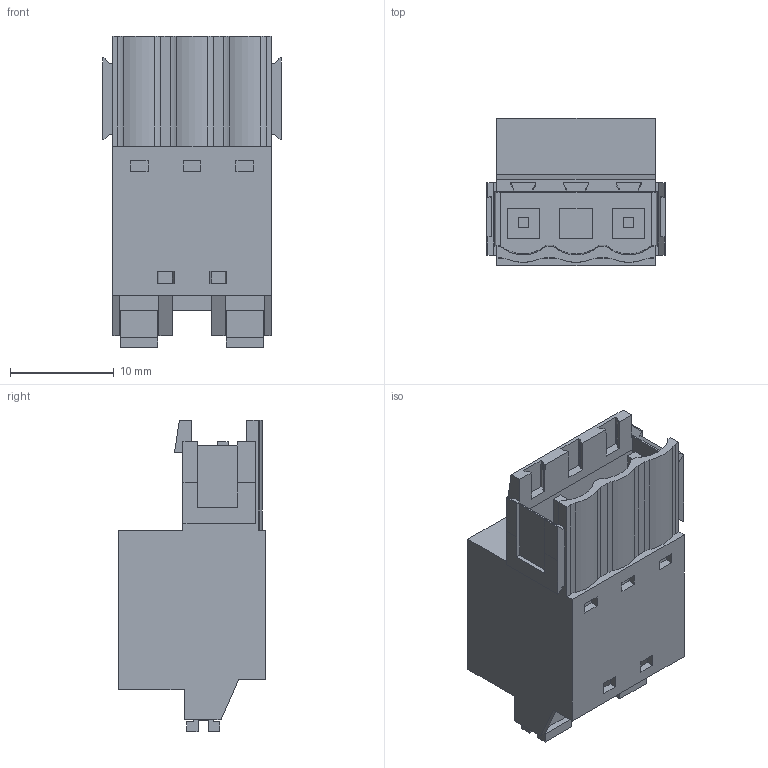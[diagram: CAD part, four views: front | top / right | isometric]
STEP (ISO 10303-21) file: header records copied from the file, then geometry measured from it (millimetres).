
FILE_DESCRIPTION(('CATIA V5 STEP Exchange','CAx-IF Rec.Pracs.--- Model Styling and Organization---1.4--- 2014-01-23'),'2;1');
FILE_NAME ('1284187-1_0_2766930000_2766930000.stp','2021-05-17T08:23:15+00:00',('none'),('Weidmueller'),'CATIA Version 5-6 Release 2016 SP3 HF44','CATIA V5 STEP AP214','none');
FILE_SCHEMA(('AUTOMOTIVE_DESIGN { 1 0 10303 214 1 1 1 1 }'));
Length unit declared in the file: millimetre
Products named in the file (1): 2766930000
Bounding box: 17.19 x 14.2 x 29.93 mm (x, y, z)
Volume: 3426.2 mm3; surface area: 3389.4 mm2
Topology: 5 solids, 5 shells, 311 faces, 842 edges, 554 vertices
Faces by surface type: plane 278, cylinder 27, extrusion 6
Entity records: 9896 total; most frequent: CARTESIAN_POINT 1979, ORIENTED_EDGE 1684, DIRECTION 1325, EDGE_CURVE 842, VECTOR 783, LINE 777, VERTEX_POINT 554, EDGE_LOOP 338
